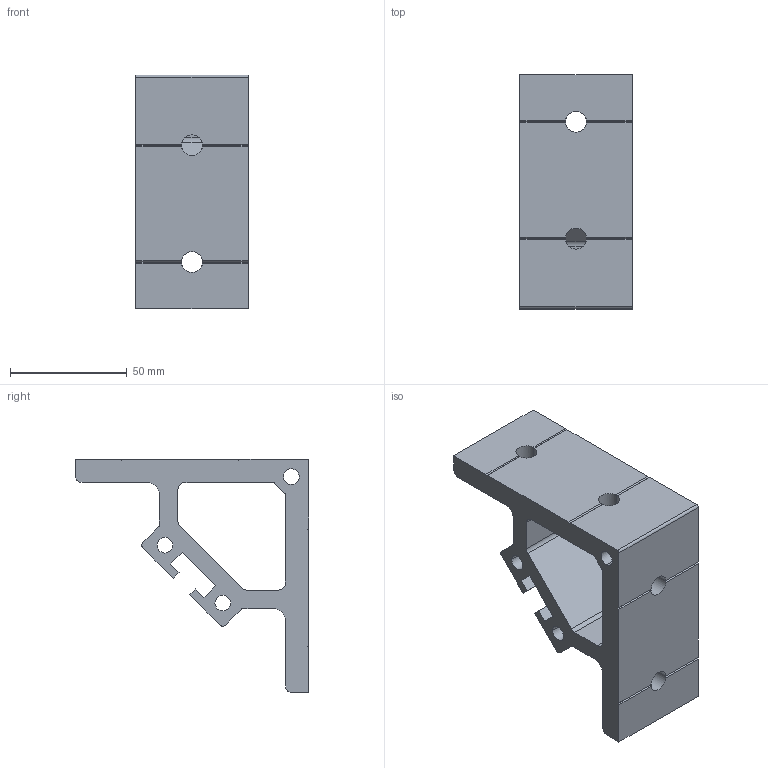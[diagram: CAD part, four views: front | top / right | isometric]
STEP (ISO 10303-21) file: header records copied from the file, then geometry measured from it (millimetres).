
FILE_DESCRIPTION(('Creo Elements/Direct Modeling STEP Export'),'2;1');
FILE_NAME('55.0215_Haltewinkel-MMS-55_100x100x48mm.stp','2022-03-21T 8:07:19',(''),(''),'PTC Creo Elements/Direct Modeling STEP processor for AP214 (Solid Model)','PTC Creo Elements/Direct Modeling 19.0C 15-Aug-2015 (C) Parametric Technology GmbH','');
FILE_SCHEMA(('AUTOMOTIVE_DESIGN { 1 0 10303 214 1 1 1 1 }'));
Length unit declared in the file: millimetre
Products named in the file (2): Haltewinkel-MMS-55_100x100x48mm_55.0215_PX176172
Assembly tree (1 placements, depth 2):
  Haltewinkel-MMS-55_100x100x48mm_55.0215_PX176172
    Haltewinkel-MMS-55_100x100x48mm_55.0215_PX176172
Bounding box: 48 x 100 x 100 mm (x, y, z)
Volume: 131070.3 mm3; surface area: 37934.4 mm2
Topology: 1 solids, 1 shells, 76 faces, 226 edges, 148 vertices
Faces by surface type: plane 47, cylinder 29
Entity records: 2407 total; most frequent: ORIENTED_EDGE 452, CARTESIAN_POINT 402, DIRECTION 376, EDGE_CURVE 226, VERTEX_POINT 148, VECTOR 132, LINE 132, AXIS2_PLACEMENT_3D 122
